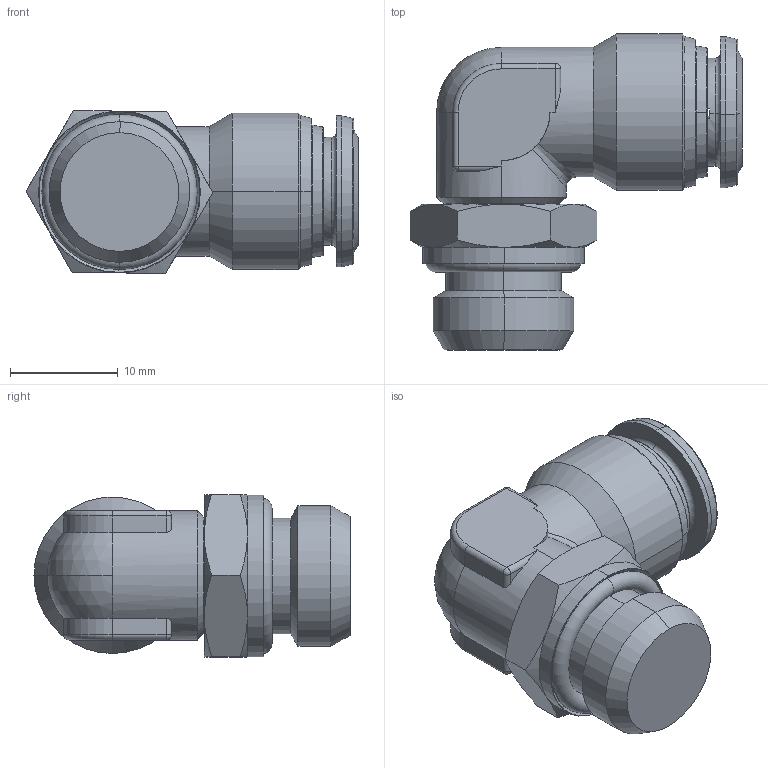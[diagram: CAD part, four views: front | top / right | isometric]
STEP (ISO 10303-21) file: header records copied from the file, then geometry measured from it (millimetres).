
FILE_DESCRIPTION (( 'STEP AP214' ), '1' );
FILE_NAME ('6011500006.step', '2012-10-16T16:33:06', ( '' ), ( '' ), 'SwSTEP 2.0', 'SolidWorks 2012', '' );
FILE_SCHEMA (( 'AUTOMOTIVE_DESIGN' ));
Length unit declared in the file: millimetre
Products named in the file (1): 6011500006
Bounding box: 30.77 x 29.29 x 15.07 mm (x, y, z)
Volume: 5837.6 mm3; surface area: 2970.2 mm2
Topology: 1 solids, 1 shells, 147 faces, 340 edges, 198 vertices
Faces by surface type: cylinder 45, plane 37, cone 36, torus 22, sphere 6, bspline 1
Entity records: 5128 total; most frequent: CARTESIAN_POINT 1127, DIRECTION 745, ORIENTED_EDGE 672, EDGE_CURVE 336, AXIS2_PLACEMENT_3D 320, VERTEX_POINT 198, CIRCLE 173, EDGE_LOOP 160
